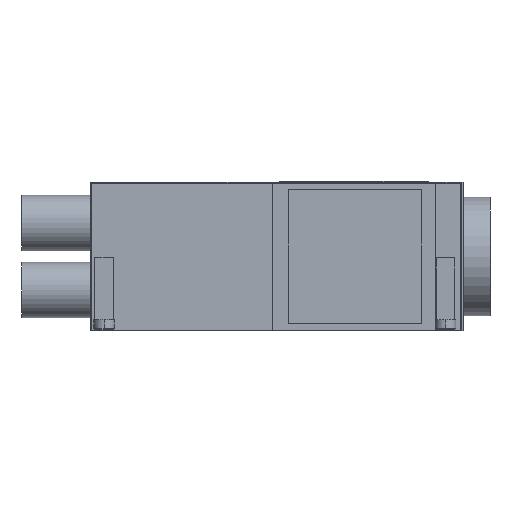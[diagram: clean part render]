
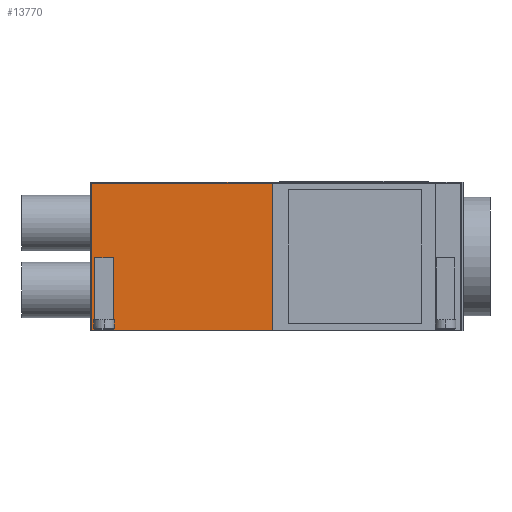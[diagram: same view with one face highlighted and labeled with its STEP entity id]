
A CAD part, left-side view. The second image highlights one B-rep face of the part: STEP entity #13770.
In plain terms, the highlighted planar face has unit normal (-1, 0, 0).
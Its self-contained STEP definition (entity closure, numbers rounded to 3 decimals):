
#8930=CARTESIAN_POINT('',(-325.,5.,0.));
#8940=VERTEX_POINT('',#8930);
#8970=CARTESIAN_POINT('',(-325.,5.,0.));
#8980=DIRECTION('',(0.,1.,0.));
#8990=VECTOR('',#8980,1.);
#9000=LINE('',#8970,#8990);
#9010=CARTESIAN_POINT('',(-325.,250.,0.));
#9020=VERTEX_POINT('',#9010);
#9030=EDGE_CURVE('',#8940,#9020,#9000,.T.);
#11180=CARTESIAN_POINT('',(-325.,250.,-200.));
#11190=VERTEX_POINT('',#11180);
#11310=CARTESIAN_POINT('',(-325.,250.,0.));
#11320=DIRECTION('',(0.,0.,-1.));
#11330=VECTOR('',#11320,1.);
#11340=LINE('',#11310,#11330);
#11350=EDGE_CURVE('',#9020,#11190,#11340,.T.);
#13200=CARTESIAN_POINT('',(-325.,0.,0.));
#13210=DIRECTION('',(1.,0.,0.));
#13220=DIRECTION('',(0.,0.,-1.));
#13230=AXIS2_PLACEMENT_3D('',#13200,#13210,#13220);
#13240=PLANE('',#13230);
#13250=CARTESIAN_POINT('',(-325.,250.,-200.));
#13260=DIRECTION('',(0.,-1.,0.));
#13270=VECTOR('',#13260,1.);
#13280=LINE('',#13250,#13270);
#13290=CARTESIAN_POINT('',(-325.,5.,-200.));
#13300=VERTEX_POINT('',#13290);
#13310=EDGE_CURVE('',#11190,#13300,#13280,.T.);
#13320=ORIENTED_EDGE('',*,*,#13310,.T.);
#13330=ORIENTED_EDGE('',*,*,#11350,.T.);
#13340=ORIENTED_EDGE('',*,*,#9030,.T.);
#13350=CARTESIAN_POINT('',(-325.,5.,-200.));
#13360=DIRECTION('',(0.,0.,1.));
#13370=VECTOR('',#13360,1.);
#13380=LINE('',#13350,#13370);
#13390=EDGE_CURVE('',#13300,#8940,#13380,.T.);
#13400=ORIENTED_EDGE('',*,*,#13390,.T.);
#13410=EDGE_LOOP('',(#13400,#13340,#13330,#13320));
#13420=FACE_OUTER_BOUND('',#13410,.T.);
#13430=CARTESIAN_POINT('',(-325.,219.,-198.85));
#13440=DIRECTION('',(0.,0.,1.));
#13450=VECTOR('',#13440,1.);
#13460=LINE('',#13430,#13450);
#13470=CARTESIAN_POINT('',(-325.,219.,-198.85));
#13480=VERTEX_POINT('',#13470);
#13490=CARTESIAN_POINT('',(-325.,219.,-101.85));
#13500=VERTEX_POINT('',#13490);
#13510=EDGE_CURVE('',#13480,#13500,#13460,.T.);
#13520=ORIENTED_EDGE('',*,*,#13510,.F.);
#13530=CARTESIAN_POINT('',(-325.,219.,-101.85));
#13540=DIRECTION('',(0.,1.,0.));
#13550=VECTOR('',#13540,1.);
#13560=LINE('',#13530,#13550);
#13570=CARTESIAN_POINT('',(-325.,244.,-101.85));
#13580=VERTEX_POINT('',#13570);
#13590=EDGE_CURVE('',#13500,#13580,#13560,.T.);
#13600=ORIENTED_EDGE('',*,*,#13590,.F.);
#13610=CARTESIAN_POINT('',(-325.,244.,-101.85));
#13620=DIRECTION('',(0.,0.,-1.));
#13630=VECTOR('',#13620,1.);
#13640=LINE('',#13610,#13630);
#13650=CARTESIAN_POINT('',(-325.,244.,-198.85));
#13660=VERTEX_POINT('',#13650);
#13670=EDGE_CURVE('',#13580,#13660,#13640,.T.);
#13680=ORIENTED_EDGE('',*,*,#13670,.F.);
#13690=CARTESIAN_POINT('',(-325.,244.,-198.85));
#13700=DIRECTION('',(0.,-1.,0.));
#13710=VECTOR('',#13700,1.);
#13720=LINE('',#13690,#13710);
#13730=EDGE_CURVE('',#13660,#13480,#13720,.T.);
#13740=ORIENTED_EDGE('',*,*,#13730,.F.);
#13750=EDGE_LOOP('',(#13740,#13680,#13600,#13520));
#13760=FACE_BOUND('',#13750,.T.);
#13770=ADVANCED_FACE('',(#13420,#13760),#13240,.F.);
